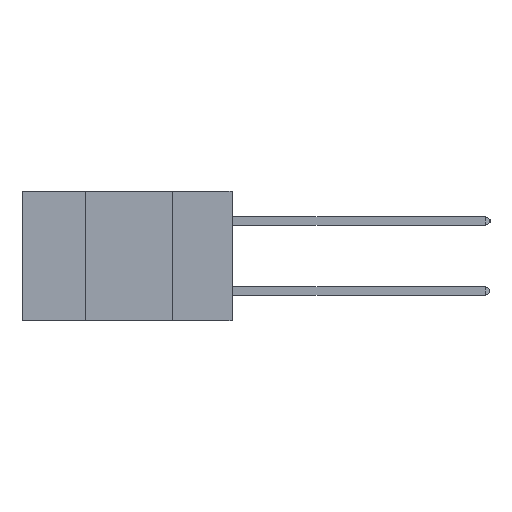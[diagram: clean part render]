
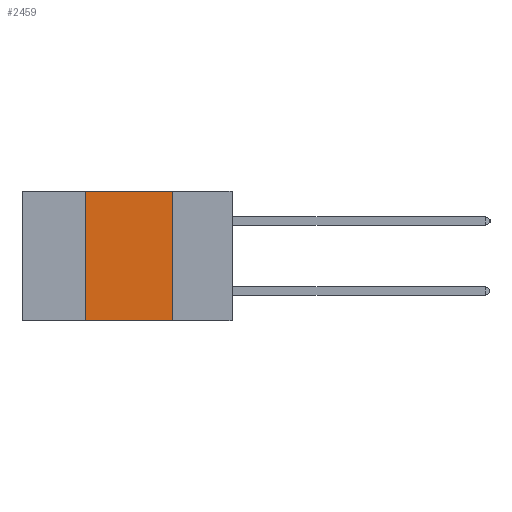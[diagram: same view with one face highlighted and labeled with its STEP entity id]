
A CAD part, left-side view. The second image highlights one B-rep face of the part: STEP entity #2459.
In plain terms, the highlighted planar face has unit normal (-1, 0, 0).
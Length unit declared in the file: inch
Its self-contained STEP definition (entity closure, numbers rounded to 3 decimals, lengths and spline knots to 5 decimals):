
#573 = DIRECTION ( 'NONE',  ( 1., 0., 0. ) ) ;
#2459 = ADVANCED_FACE ( 'NONE', ( #17620 ), #16734, .F. ) ;
#2761 = DIRECTION ( 'NONE',  ( 0., 0., -1. ) ) ;
#2931 = CARTESIAN_POINT ( 'NONE',  ( 0., 0.6, 0. ) ) ;
#3915 = EDGE_CURVE ( 'NONE', #15713, #6653, #19422, .T. ) ;
#5003 = ORIENTED_EDGE ( 'NONE', *, *, #7997, .F. ) ;
#5288 = CARTESIAN_POINT ( 'NONE',  ( 0., 0.6, 0. ) ) ;
#5290 = DIRECTION ( 'NONE',  ( 0., 0., -1. ) ) ;
#5298 = VERTEX_POINT ( 'NONE', #9060 ) ;
#5542 = LINE ( 'NONE', #9377, #18762 ) ;
#6653 = VERTEX_POINT ( 'NONE', #18002 ) ;
#7489 = ORIENTED_EDGE ( 'NONE', *, *, #3915, .F. ) ;
#7648 = DIRECTION ( 'NONE',  ( 0., 0., 1. ) ) ;
#7951 = VECTOR ( 'NONE', #5290, 39.37008 ) ;
#7997 = EDGE_CURVE ( 'NONE', #5298, #15713, #5542, .T. ) ;
#8697 = CARTESIAN_POINT ( 'NONE',  ( 0., 0.17, -0.37 ) ) ;
#9060 = CARTESIAN_POINT ( 'NONE',  ( 0., 0.42, -0.37 ) ) ;
#9216 = AXIS2_PLACEMENT_3D ( 'NONE', #2931, #573, #2761 ) ;
#9377 = CARTESIAN_POINT ( 'NONE',  ( 0., 0.42, 0. ) ) ;
#9898 = CARTESIAN_POINT ( 'NONE',  ( 0., 0.6, -0.37 ) ) ;
#10291 = ORIENTED_EDGE ( 'NONE', *, *, #15962, .F. ) ;
#10510 = CARTESIAN_POINT ( 'NONE',  ( 0., 0.17, 0. ) ) ;
#12296 = DIRECTION ( 'NONE',  ( 0., -1., 0. ) ) ;
#12406 = ORIENTED_EDGE ( 'NONE', *, *, #15094, .T. ) ;
#13447 = EDGE_LOOP ( 'NONE', ( #10291, #7489, #5003, #12406 ) ) ;
#15094 = EDGE_CURVE ( 'NONE', #5298, #21415, #17594, .T. ) ;
#15713 = VERTEX_POINT ( 'NONE', #18068 ) ;
#15962 = EDGE_CURVE ( 'NONE', #6653, #21415, #22564, .T. ) ;
#16734 = PLANE ( 'NONE',  #9216 ) ;
#17594 = LINE ( 'NONE', #9898, #21565 ) ;
#17620 = FACE_OUTER_BOUND ( 'NONE', #13447, .T. ) ;
#18002 = CARTESIAN_POINT ( 'NONE',  ( 0., 0.17, 0. ) ) ;
#18068 = CARTESIAN_POINT ( 'NONE',  ( 0., 0.42, 0. ) ) ;
#18411 = DIRECTION ( 'NONE',  ( 0., -1., 0. ) ) ;
#18762 = VECTOR ( 'NONE', #7648, 39.37008 ) ;
#19422 = LINE ( 'NONE', #5288, #20998 ) ;
#20998 = VECTOR ( 'NONE', #12296, 39.37008 ) ;
#21415 = VERTEX_POINT ( 'NONE', #8697 ) ;
#21565 = VECTOR ( 'NONE', #18411, 39.37008 ) ;
#22564 = LINE ( 'NONE', #10510, #7951 ) ;
